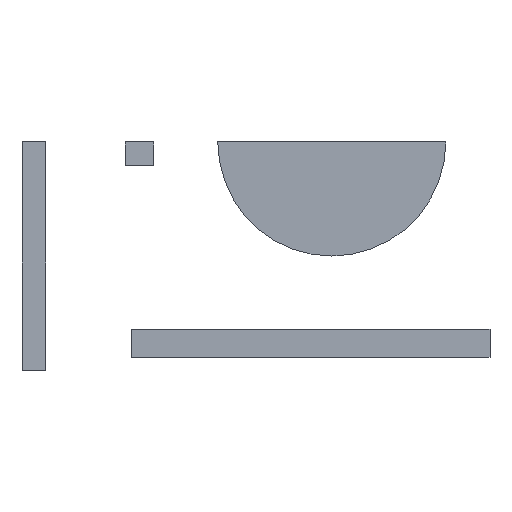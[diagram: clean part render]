
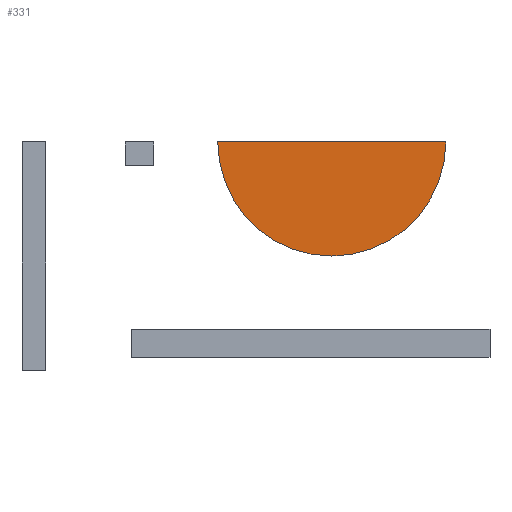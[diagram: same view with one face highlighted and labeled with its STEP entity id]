
A CAD part, top view. The second image highlights one B-rep face of the part: STEP entity #331.
In plain terms, the highlighted planar face has unit normal (0, 0, 1).
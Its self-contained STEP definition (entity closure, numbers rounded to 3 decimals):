
#14=CIRCLE('',#371,44.174);
#32=FACE_OUTER_BOUND('',#54,.T.);
#54=EDGE_LOOP('',(#250,#251));
#82=LINE('',#510,#122);
#122=VECTOR('',#416,10.);
#158=VERTEX_POINT('',#507);
#159=VERTEX_POINT('',#509);
#190=EDGE_CURVE('',#159,#158,#82,.T.);
#193=EDGE_CURVE('',#158,#159,#14,.T.);
#250=ORIENTED_EDGE('',*,*,#193,.T.);
#251=ORIENTED_EDGE('',*,*,#190,.T.);
#309=PLANE('',#372);
#331=ADVANCED_FACE('',(#32),#309,.T.);
#371=AXIS2_PLACEMENT_3D('',#514,#422,#423);
#372=AXIS2_PLACEMENT_3D('',#515,#424,#425);
#416=DIRECTION('',(-1.,0.,0.));
#422=DIRECTION('center_axis',(0.,0.,1.));
#423=DIRECTION('ref_axis',(-1.,0.,0.));
#424=DIRECTION('center_axis',(0.,0.,1.));
#425=DIRECTION('ref_axis',(1.,0.,0.));
#507=CARTESIAN_POINT('',(-14.174,110.,1.));
#509=CARTESIAN_POINT('',(74.174,110.,1.));
#510=CARTESIAN_POINT('',(-14.174,110.,1.));
#514=CARTESIAN_POINT('Origin',(30.,110.,1.));
#515=CARTESIAN_POINT('Origin',(30.,87.913,1.));
